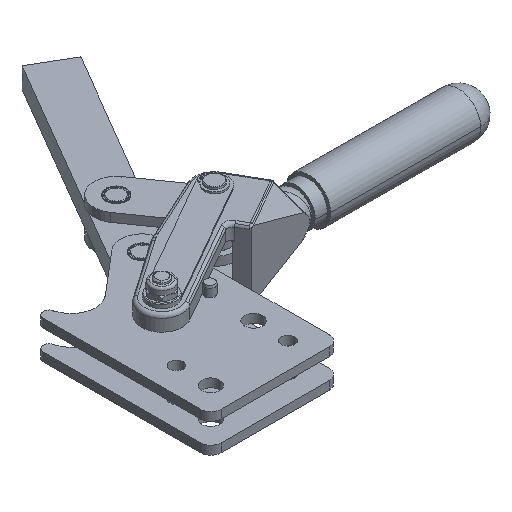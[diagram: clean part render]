
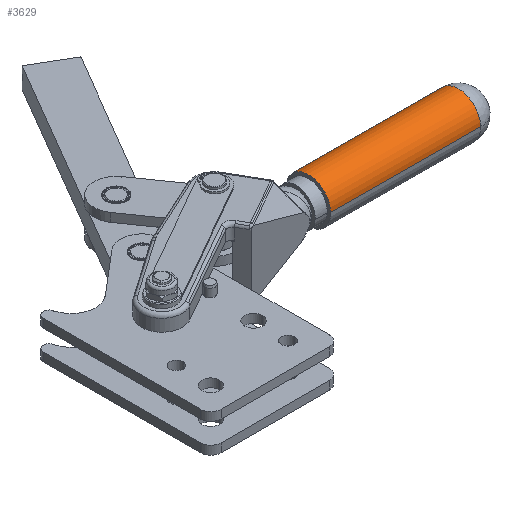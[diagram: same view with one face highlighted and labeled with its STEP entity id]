
A CAD part, isometric view. The second image highlights one B-rep face of the part: STEP entity #3629.
In plain terms, the highlighted cylindrical face has radius 13 mm (diameter 26 mm), a partial arc.
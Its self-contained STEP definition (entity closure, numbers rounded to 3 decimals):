
#3588=CARTESIAN_POINT('',(-29.451,68.579,104.143));
#3589=DIRECTION('',(1.,-0.005,0.));
#3590=DIRECTION('',(0.005,1.,-0.027));
#3591=AXIS2_PLACEMENT_3D('',#3588,#3589,#3590);
#3592=CYLINDRICAL_SURFACE('',#3591,13.);
#3593=CARTESIAN_POINT('',(-29.388,81.574,103.798));
#3594=VERTEX_POINT('',#3593);
#3595=CARTESIAN_POINT('',(57.611,81.151,103.798));
#3596=VERTEX_POINT('',#3595);
#3597=CARTESIAN_POINT('',(-29.388,81.574,103.798));
#3598=DIRECTION('',(1.,-0.005,0.));
#3599=VECTOR('',#3598,87.);
#3600=LINE('',#3597,#3599);
#3601=EDGE_CURVE('',#3594,#3596,#3600,.T.);
#3602=ORIENTED_EDGE('',*,*,#3601,.F.);
#3603=CARTESIAN_POINT('',(-29.514,55.583,104.487));
#3604=VERTEX_POINT('',#3603);
#3605=CARTESIAN_POINT('',(-29.451,68.579,104.143));
#3606=DIRECTION('',(-1.,0.005,0.));
#3607=DIRECTION('',(0.005,1.,-0.027));
#3608=AXIS2_PLACEMENT_3D('',#3605,#3606,#3607);
#3609=CIRCLE('',#3608,13.);
#3610=EDGE_CURVE('',#3604,#3594,#3609,.T.);
#3611=ORIENTED_EDGE('',*,*,#3610,.F.);
#3612=CARTESIAN_POINT('',(57.485,55.161,104.487));
#3613=VERTEX_POINT('',#3612);
#3614=CARTESIAN_POINT('',(57.485,55.161,104.487));
#3615=DIRECTION('',(-1.,0.005,0.));
#3616=VECTOR('',#3615,87.0);
#3617=LINE('',#3614,#3616);
#3618=EDGE_CURVE('',#3613,#3604,#3617,.T.);
#3619=ORIENTED_EDGE('',*,*,#3618,.F.);
#3620=CARTESIAN_POINT('',(57.548,68.156,104.143));
#3621=DIRECTION('',(1.,-0.005,0.));
#3622=DIRECTION('',(0.005,1.,-0.027));
#3623=AXIS2_PLACEMENT_3D('',#3620,#3621,#3622);
#3624=CIRCLE('',#3623,13.);
#3625=EDGE_CURVE('',#3596,#3613,#3624,.T.);
#3626=ORIENTED_EDGE('',*,*,#3625,.F.);
#3627=EDGE_LOOP('',(#3602,#3611,#3619,#3626));
#3628=FACE_OUTER_BOUND('',#3627,.T.);
#3629=ADVANCED_FACE('',(#3628),#3592,.T.);
